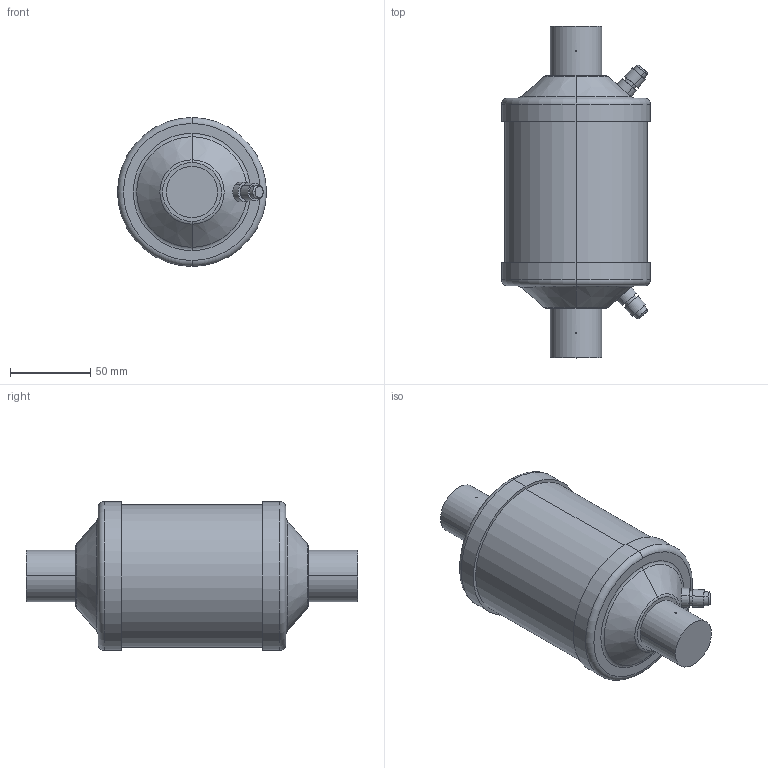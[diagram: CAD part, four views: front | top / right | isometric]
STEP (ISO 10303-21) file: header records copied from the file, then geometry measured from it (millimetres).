
FILE_DESCRIPTION (( 'STEP AP203' ), '1' );
FILE_NAME ('023Z2025R - DSF 419sVV.STEP', '2022-11-25T11:05:19', ( '' ), ( '' ), 'SwSTEP 2.0', 'SolidWorks 2020', '' );
FILE_SCHEMA (( 'CONFIG_CONTROL_DESIGN' ));
Length unit declared in the file: millimetre
Products named in the file (1): 023Z2025R - DSF 419sVV
Bounding box: 92.9 x 207 x 92.9 mm (x, y, z)
Volume: 861716.4 mm3; surface area: 56697.9 mm2
Topology: 3 solids, 3 shells, 83 faces, 159 edges, 100 vertices
Faces by surface type: cylinder 36, plane 20, torus 12, cone 11, sphere 4
Entity records: 2504 total; most frequent: CARTESIAN_POINT 677, DIRECTION 411, ORIENTED_EDGE 318, AXIS2_PLACEMENT_3D 184, EDGE_CURVE 159, EDGE_LOOP 101, VERTEX_POINT 100, CIRCLE 100
